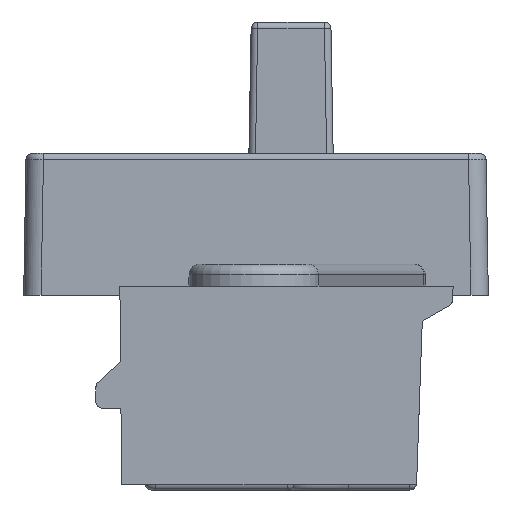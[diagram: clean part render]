
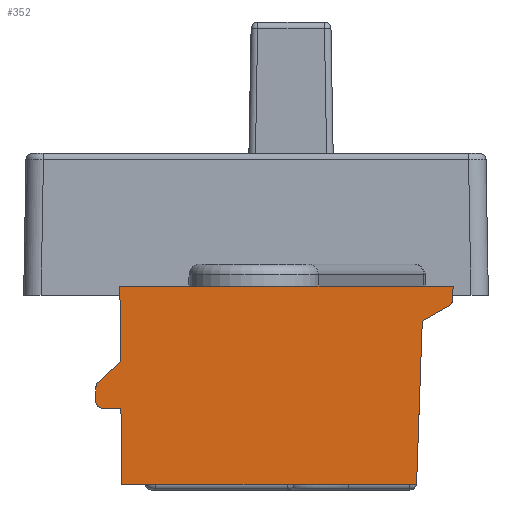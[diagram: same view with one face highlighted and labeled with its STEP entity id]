
A CAD part, front view. The second image highlights one B-rep face of the part: STEP entity #352.
In plain terms, the highlighted planar face has unit normal (0, -1, -0.009).
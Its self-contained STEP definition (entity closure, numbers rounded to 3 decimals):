
#34 = LINE ( 'NONE', #16417, #6826 ) ;
#49 = ORIENTED_EDGE ( 'NONE', *, *, #13001, .F. ) ;
#352 = ADVANCED_FACE ( 'NONE', ( #16853 ), #11973, .T. ) ;
#357 = CARTESIAN_POINT ( 'NONE',  ( -6.765, 0.035, 5.637 ) ) ;
#455 = VECTOR ( 'NONE', #647, 1000. ) ;
#463 = CARTESIAN_POINT ( 'NONE',  ( -7.774, 0.054, 3.5 ) ) ;
#611 = VERTEX_POINT ( 'NONE', #6302 ) ;
#647 = DIRECTION ( 'NONE',  ( -1., 0., 0. ) ) ;
#827 =( BOUNDED_CURVE ( )  B_SPLINE_CURVE ( 3, ( #14713, #14599, #2977, #18070 ),
 .UNSPECIFIED., .F., .F. ) 
 B_SPLINE_CURVE_WITH_KNOTS ( ( 4, 4 ),
 ( 0.524, 1.536 ),
 .UNSPECIFIED. ) 
 CURVE ( )  GEOMETRIC_REPRESENTATION_ITEM ( )  RATIONAL_B_SPLINE_CURVE ( ( 1., 0.916, 0.916, 1. ) ) 
 REPRESENTATION_ITEM ( '' )  );
#843 = CARTESIAN_POINT ( 'NONE',  ( 6.8, 0.085, 0. ) ) ;
#1138 = ORIENTED_EDGE ( 'NONE', *, *, #2554, .F. ) ;
#1473 = VERTEX_POINT ( 'NONE', #19559 ) ;
#1767 = DIRECTION ( 'NONE',  ( 0., -1., -0.009 ) ) ;
#2193 = CARTESIAN_POINT ( 'NONE',  ( 0., 0., 9.7 ) ) ;
#2554 = EDGE_CURVE ( 'NONE', #1473, #11447, #17770, .T. ) ;
#2566 = VERTEX_POINT ( 'NONE', #16137 ) ;
#2977 = CARTESIAN_POINT ( 'NONE',  ( 8.451, 0.012, 8.352 ) ) ;
#3586 = ORIENTED_EDGE ( 'NONE', *, *, #4751, .T. ) ;
#3627 = VECTOR ( 'NONE', #20117, 1000. ) ;
#4105 = DIRECTION ( 'NONE',  ( -0.035, 0.009, -0.999 ) ) ;
#4182 = CARTESIAN_POINT ( 'NONE',  ( 8.304, 0.013, 8.208 ) ) ;
#4338 = EDGE_CURVE ( 'NONE', #11447, #15020, #34, .T. ) ;
#4594 = CARTESIAN_POINT ( 'NONE',  ( -6.795, 0.005, 9.1 ) ) ;
#4751 = EDGE_CURVE ( 'NONE', #611, #7795, #16851, .T. ) ;
#4820 = ORIENTED_EDGE ( 'NONE', *, *, #12969, .F. ) ;
#4903 = EDGE_LOOP ( 'NONE', ( #18597, #13657, #49, #19155, #4820, #11749, #3586, #21430, #8188, #18404, #1138, #7892, #12455 ) ) ;
#5169 = CARTESIAN_POINT ( 'NONE',  ( -6.8, 0.005, 9.1 ) ) ;
#5252 = VERTEX_POINT ( 'NONE', #8886 ) ;
#5342 = DIRECTION ( 'NONE',  ( -0.009, -0.009, 1. ) ) ;
#5634 = LINE ( 'NONE', #19070, #9227 ) ;
#5825 = EDGE_CURVE ( 'NONE', #2566, #1473, #20497, .T. ) ;
#6302 = CARTESIAN_POINT ( 'NONE',  ( -7.794, 0.044, 4.697 ) ) ;
#6413 = DIRECTION ( 'NONE',  ( -0.866, 0.004, -0.5 ) ) ;
#6826 = VECTOR ( 'NONE', #18276, 1000. ) ;
#6861 = EDGE_CURVE ( 'NONE', #14996, #15020, #16719, .T. ) ;
#6884 = VERTEX_POINT ( 'NONE', #357 ) ;
#6928 = VECTOR ( 'NONE', #19016, 1000. ) ;
#7078 = LINE ( 'NONE', #18469, #8294 ) ;
#7611 = VERTEX_POINT ( 'NONE', #4182 ) ;
#7795 = VERTEX_POINT ( 'NONE', #17643 ) ;
#7892 = ORIENTED_EDGE ( 'NONE', *, *, #5825, .F. ) ;
#7932 = CARTESIAN_POINT ( 'NONE',  ( 8.391, 0.013, 8.258 ) ) ;
#8188 = ORIENTED_EDGE ( 'NONE', *, *, #6861, .T. ) ;
#8294 = VECTOR ( 'NONE', #11758, 1000. ) ;
#8824 = DIRECTION ( 'NONE',  ( 0., 0.009, -1. ) ) ;
#8886 = CARTESIAN_POINT ( 'NONE',  ( 7.064, 0.019, 7.492 ) ) ;
#9021 = DIRECTION ( 'NONE',  ( 0.009, -0.009, 1. ) ) ;
#9227 = VECTOR ( 'NONE', #4105, 1000. ) ;
#9311 = VECTOR ( 'NONE', #5342, 1000. ) ;
#9552 = CARTESIAN_POINT ( 'NONE',  ( -7.856, 0.044, 4.64 ) ) ;
#9874 = AXIS2_PLACEMENT_3D ( 'NONE', #2193, #1767, #8824 ) ;
#10003 = CARTESIAN_POINT ( 'NONE',  ( -7.891, 0.045, 4.563 ) ) ;
#11180 = CARTESIAN_POINT ( 'NONE',  ( 8.477, 0.005, 9.1 ) ) ;
#11447 = VERTEX_POINT ( 'NONE', #17241 ) ;
#11561 = VECTOR ( 'NONE', #6413, 1000. ) ;
#11688 = VECTOR ( 'NONE', #12675, 1000. ) ;
#11741 = CARTESIAN_POINT ( 'NONE',  ( -7.794, 0.044, 4.697 ) ) ;
#11749 = ORIENTED_EDGE ( 'NONE', *, *, #12683, .F. ) ;
#11758 = DIRECTION ( 'NONE',  ( -0.035, 0.009, -0.999 ) ) ;
#11973 = PLANE ( 'NONE',  #9874 ) ;
#12455 = ORIENTED_EDGE ( 'NONE', *, *, #21059, .F. ) ;
#12491 = CARTESIAN_POINT ( 'NONE',  ( -7.903, 0.057, 3.134 ) ) ;
#12675 = DIRECTION ( 'NONE',  ( -0.009, -0.009, 1. ) ) ;
#12683 = EDGE_CURVE ( 'NONE', #611, #6884, #13830, .T. ) ;
#12969 = EDGE_CURVE ( 'NONE', #6884, #17735, #18574, .T. ) ;
#13001 = EDGE_CURVE ( 'NONE', #17439, #17671, #7078, .T. ) ;
#13657 = ORIENTED_EDGE ( 'NONE', *, *, #18825, .T. ) ;
#13830 = LINE ( 'NONE', #17072, #6928 ) ;
#14270 = EDGE_CURVE ( 'NONE', #14996, #7795, #17482, .T. ) ;
#14317 = VECTOR ( 'NONE', #9021, 1000. ) ;
#14337 = EDGE_CURVE ( 'NONE', #7611, #5252, #19525, .T. ) ;
#14599 = CARTESIAN_POINT ( 'NONE',  ( 8.396, 0.013, 8.261 ) ) ;
#14713 = CARTESIAN_POINT ( 'NONE',  ( 8.304, 0.013, 8.208 ) ) ;
#14996 = VERTEX_POINT ( 'NONE', #19266 ) ;
#15020 = VERTEX_POINT ( 'NONE', #18082 ) ;
#16137 = CARTESIAN_POINT ( 'NONE',  ( 6.802, 0.085, 0. ) ) ;
#16350 = EDGE_CURVE ( 'NONE', #17735, #17439, #16768, .T. ) ;
#16417 = CARTESIAN_POINT ( 'NONE',  ( -6.8, 0.054, 3.5 ) ) ;
#16719 =( BOUNDED_CURVE ( )  B_SPLINE_CURVE ( 3, ( #16869, #20427, #463, #18492 ),
 .UNSPECIFIED., .F., .F. ) 
 B_SPLINE_CURVE_WITH_KNOTS ( ( 4, 4 ),
 ( 4.704, 6.283 ),
 .UNSPECIFIED. ) 
 CURVE ( )  GEOMETRIC_REPRESENTATION_ITEM ( )  RATIONAL_B_SPLINE_CURVE ( ( 1., 0.803, 0.803, 1. ) ) 
 REPRESENTATION_ITEM ( '' )  );
#16768 = LINE ( 'NONE', #5169, #3627 ) ;
#16851 =( BOUNDED_CURVE ( )  B_SPLINE_CURVE ( 3, ( #11741, #9552, #10003, #18134 ),
 .UNSPECIFIED., .F., .F. ) 
 B_SPLINE_CURVE_WITH_KNOTS ( ( 4, 4 ),
 ( 3.882, 4.704 ),
 .UNSPECIFIED. ) 
 CURVE ( )  GEOMETRIC_REPRESENTATION_ITEM ( )  RATIONAL_B_SPLINE_CURVE ( ( 1., 0.944, 0.944, 1. ) ) 
 REPRESENTATION_ITEM ( '' )  );
#16853 = FACE_OUTER_BOUND ( 'NONE', #4903, .T. ) ;
#16869 = CARTESIAN_POINT ( 'NONE',  ( -7.897, 0.051, 3.803 ) ) ;
#17072 = CARTESIAN_POINT ( 'NONE',  ( -8.082, 0.046, 4.434 ) ) ;
#17241 = CARTESIAN_POINT ( 'NONE',  ( -6.746, 0.054, 3.5 ) ) ;
#17439 = VERTEX_POINT ( 'NONE', #11180 ) ;
#17482 = LINE ( 'NONE', #12491, #14317 ) ;
#17643 = CARTESIAN_POINT ( 'NONE',  ( -7.891, 0.046, 4.478 ) ) ;
#17671 = VERTEX_POINT ( 'NONE', #20987 ) ;
#17735 = VERTEX_POINT ( 'NONE', #4594 ) ;
#17770 = LINE ( 'NONE', #21033, #11688 ) ;
#18070 = CARTESIAN_POINT ( 'NONE',  ( 8.454, 0.011, 8.458 ) ) ;
#18082 = CARTESIAN_POINT ( 'NONE',  ( -7.597, 0.054, 3.5 ) ) ;
#18134 = CARTESIAN_POINT ( 'NONE',  ( -7.891, 0.046, 4.478 ) ) ;
#18156 = CARTESIAN_POINT ( 'NONE',  ( -6.8, 0., 9.7 ) ) ;
#18276 = DIRECTION ( 'NONE',  ( -1., 0., 0. ) ) ;
#18404 = ORIENTED_EDGE ( 'NONE', *, *, #4338, .F. ) ;
#18469 = CARTESIAN_POINT ( 'NONE',  ( 8.55, -0.013, 11.2 ) ) ;
#18492 = CARTESIAN_POINT ( 'NONE',  ( -7.597, 0.054, 3.5 ) ) ;
#18574 = LINE ( 'NONE', #18156, #9311 ) ;
#18597 = ORIENTED_EDGE ( 'NONE', *, *, #14337, .F. ) ;
#18825 = EDGE_CURVE ( 'NONE', #7611, #17671, #827, .T. ) ;
#19016 = DIRECTION ( 'NONE',  ( 0.738, -0.006, 0.674 ) ) ;
#19070 = CARTESIAN_POINT ( 'NONE',  ( 7.132, 0.002, 9.451 ) ) ;
#19155 = ORIENTED_EDGE ( 'NONE', *, *, #16350, .F. ) ;
#19266 = CARTESIAN_POINT ( 'NONE',  ( -7.897, 0.051, 3.803 ) ) ;
#19525 = LINE ( 'NONE', #7932, #11561 ) ;
#19559 = CARTESIAN_POINT ( 'NONE',  ( -6.715, 0.085, 0. ) ) ;
#20117 = DIRECTION ( 'NONE',  ( 1., 0., 0. ) ) ;
#20427 = CARTESIAN_POINT ( 'NONE',  ( -7.899, 0.053, 3.626 ) ) ;
#20497 = LINE ( 'NONE', #843, #455 ) ;
#20987 = CARTESIAN_POINT ( 'NONE',  ( 8.454, 0.011, 8.458 ) ) ;
#21033 = CARTESIAN_POINT ( 'NONE',  ( -6.8, 0., 9.7 ) ) ;
#21059 = EDGE_CURVE ( 'NONE', #5252, #2566, #5634, .T. ) ;
#21430 = ORIENTED_EDGE ( 'NONE', *, *, #14270, .F. ) ;
